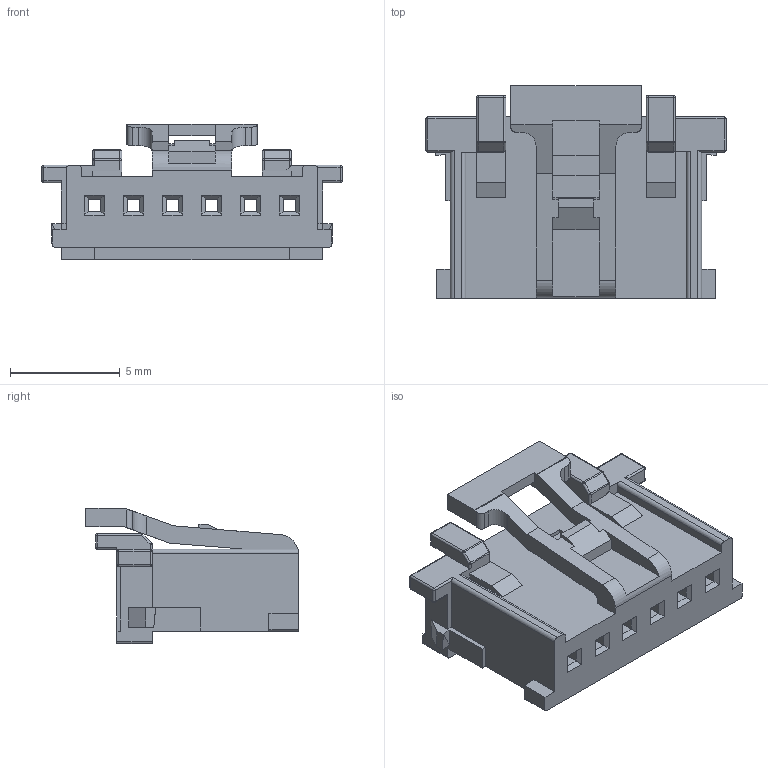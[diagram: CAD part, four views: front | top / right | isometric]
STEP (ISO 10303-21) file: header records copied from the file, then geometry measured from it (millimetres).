
FILE_DESCRIPTION( ('This file contains a STEP AP42 implementation' ,'as created by ZW3D STEP Interface translator.') ,'2;1' );
FILE_NAME( 'WF2007-H06W01.stp' ,'24 1 3.1338 3', (''), ('ZWCAD Software Co.'), 'Version 1.0', 'ZW3D to STEP translator', '' );
FILE_SCHEMA(('AUTOMOTIVE_DESIGN { 1 0 10303 214 1 1 1 1 }'));
Length unit declared in the file: millimetre
Products named in the file (2): 0; WF2007-H06W01
Bounding box: 13.7 x 9.7 x 6.18 mm (x, y, z)
Volume: 291 mm3; surface area: 683.9 mm2
Topology: 1 solids, 1 shells, 439 faces, 1180 edges, 748 vertices
Faces by surface type: plane 355, cylinder 60, sphere 24
Entity records: 14003 total; most frequent: CARTESIAN_POINT 2531, ORIENTED_EDGE 2360, DIRECTION 2139, EDGE_CURVE 1180, VECTOR 1057, LINE 1057, VERTEX_POINT 748, AXIS2_PLACEMENT_3D 541
